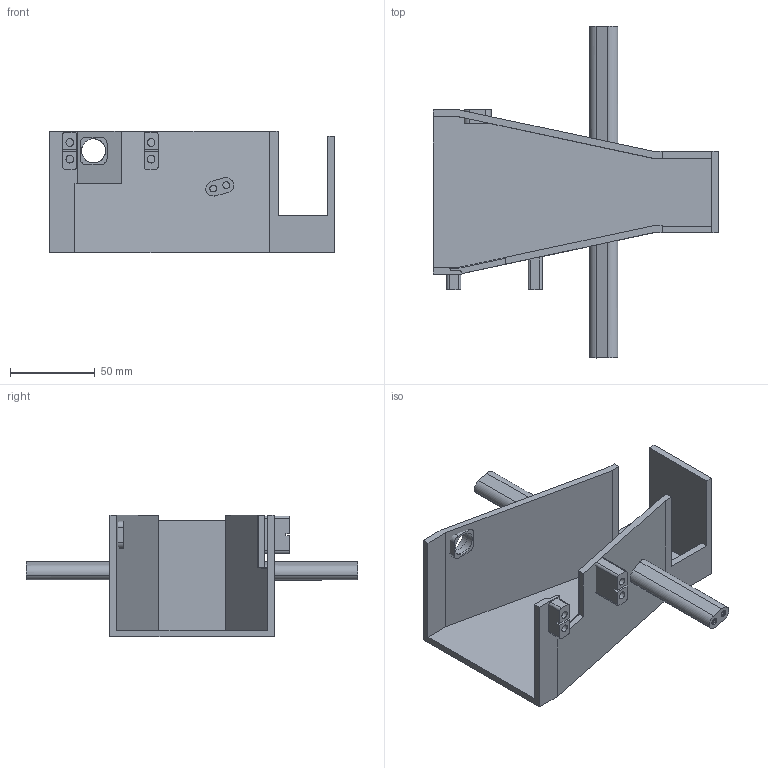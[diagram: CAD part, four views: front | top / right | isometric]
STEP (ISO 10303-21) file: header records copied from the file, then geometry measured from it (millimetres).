
FILE_DESCRIPTION(/* description */ (''),/* implementation_level */ '2;1');
FILE_NAME(/* name */ 'intakebox v3.step',/* time_stamp */ '2025-03-29T23:07:08-07:00',/* author */ (''),/* organization */ (''),/* preprocessor_version */ 'ST-DEVELOPER v20.1',/* originating_system */ 'Autodesk Translation Framework v14.4.0.0',/* authorisation */ '');
FILE_SCHEMA (('AUTOMOTIVE_DESIGN { 1 0 10303 214 3 1 1 }'));
Length unit declared in the file: millimetre
Products named in the file (1): intakebox 13190
Bounding box: 168.3 x 196 x 72 mm (x, y, z)
Volume: 153465.1 mm3; surface area: 84693.3 mm2
Topology: 6 solids, 6 shells, 384 faces, 1114 edges, 742 vertices
Faces by surface type: plane 256, cylinder 128
Full cylindrical faces by diameter (mm): 4.5 x4, 14.2 x2
Entity records: 12696 total; most frequent: CARTESIAN_POINT 2246, ORIENTED_EDGE 2228, DIRECTION 2137, EDGE_CURVE 1114, LINE 859, VECTOR 859, VERTEX_POINT 742, AXIS2_PLACEMENT_3D 639
